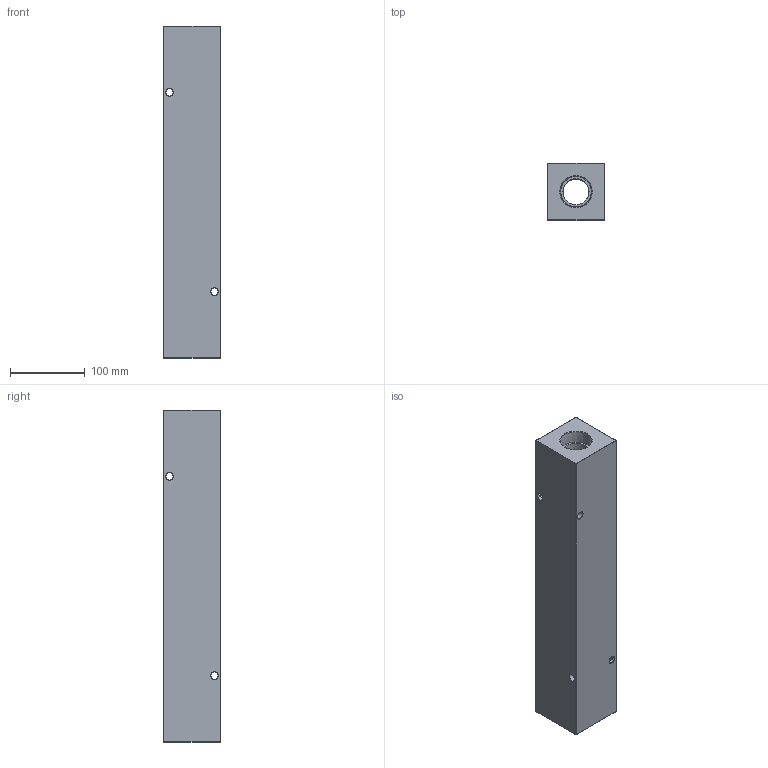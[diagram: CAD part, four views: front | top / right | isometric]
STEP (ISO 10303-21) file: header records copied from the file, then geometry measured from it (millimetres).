
FILE_DESCRIPTION (( 'STEP AP203' ), '1' );
FILE_NAME ('HM-5-90-P-20-16.STEP', '2020-11-06T17:28:59', ( '' ), ( '' ), 'SwSTEP 2.0', 'SolidWorks 2019', '' );
FILE_SCHEMA (( 'CONFIG_CONTROL_DESIGN' ));
Length unit declared in the file: inch
Products named in the file (1): HM-5-90-P-20-16
Bounding box: 76.2 x 76.2 x 444.5 mm (x, y, z)
Volume: 1939997 mm3; surface area: 211714.3 mm2
Topology: 1 solids, 1 shells, 539 faces, 1411 edges, 920 vertices
Faces by surface type: plane 257, bspline 200, cone 44, cylinder 38
Entity records: 27414 total; most frequent: CARTESIAN_POINT 15420, ORIENTED_EDGE 2822, DIRECTION 1752, EDGE_CURVE 1411, VERTEX_POINT 920, VECTOR 848, LINE 848, EDGE_LOOP 619
